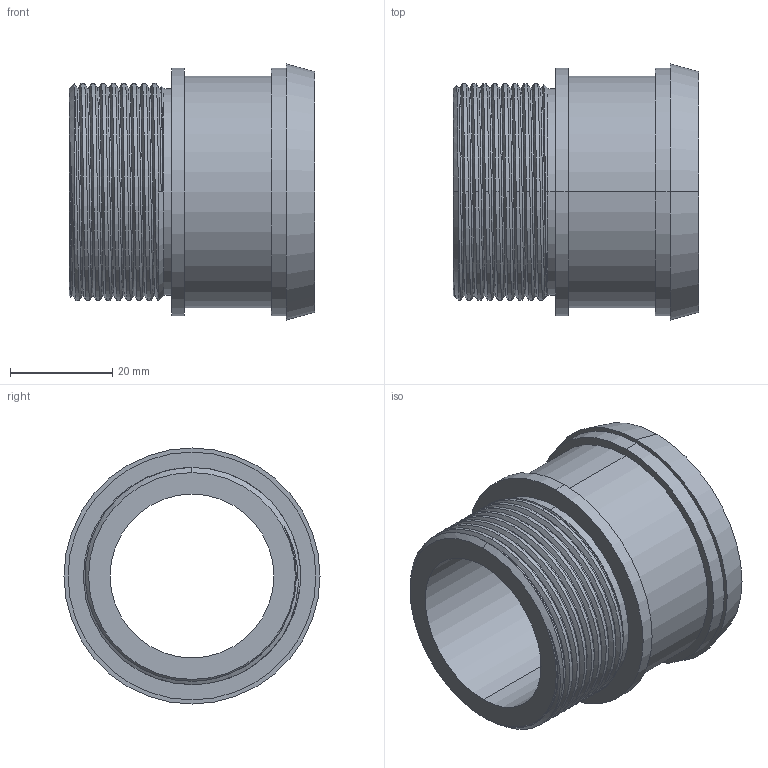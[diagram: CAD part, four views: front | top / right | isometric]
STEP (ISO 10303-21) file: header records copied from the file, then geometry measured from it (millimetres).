
FILE_DESCRIPTION (( 'STEP AP203' ), '1' );
FILE_NAME ('3D-M2036P_32 1 1-4_174221085.STEP', '2024-09-07T07:58:50', ( '' ), ( '' ), 'SwSTEP 2.0', 'SolidWorks 2024', '' );
FILE_SCHEMA (( 'CONFIG_CONTROL_DESIGN' ));
Length unit declared in the file: millimetre
Products named in the file (1): 3D-M2036P_32 1 1-4_174221085
Bounding box: 48 x 50 x 50 mm (x, y, z)
Volume: 36091.8 mm3; surface area: 15243.3 mm2
Topology: 1 solids, 1 shells, 44 faces, 109 edges, 71 vertices
Faces by surface type: cylinder 28, plane 7, cone 6, bspline 3
Entity records: 3424 total; most frequent: CARTESIAN_POINT 2409, ORIENTED_EDGE 218, DIRECTION 176, EDGE_CURVE 109, AXIS2_PLACEMENT_3D 71, VERTEX_POINT 71, EDGE_LOOP 50, FACE_OUTER_BOUND 44
